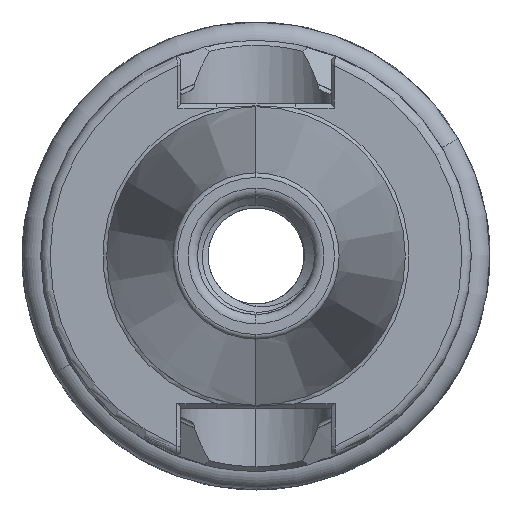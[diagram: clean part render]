
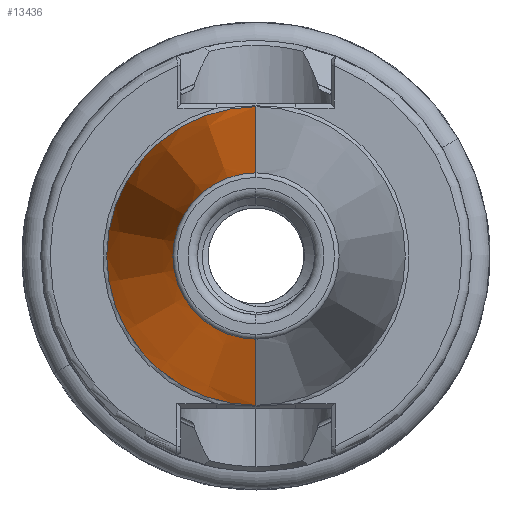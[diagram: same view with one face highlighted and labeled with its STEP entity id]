
A CAD part, left-side view. The second image highlights one B-rep face of the part: STEP entity #13436.
In plain terms, the highlighted conical face has half-angle 8.297 degrees and reference radius 15.948 mm.
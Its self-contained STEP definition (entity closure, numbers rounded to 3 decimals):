
#335 = AXIS2_PLACEMENT_3D ( 'NONE', #23541, #23560, #23555 ) ;
#339 = AXIS2_PLACEMENT_3D ( 'NONE', #23598, #23620, #23604 ) ;
#1127 = FACE_OUTER_BOUND ( 'NONE', #20565, .T. ) ;
#1150 = CONICAL_SURFACE ( 'NONE', #3854, 15.948, 0.145 ) ;
#2990 = CIRCLE ( 'NONE', #335, 8.879 ) ;
#2996 = CIRCLE ( 'NONE', #339, 15.948 ) ;
#3019 = VECTOR ( 'NONE', #23961, 1000. ) ;
#3041 = VECTOR ( 'NONE', #23975, 1000. ) ;
#3044 = LINE ( 'NONE', #23995, #3041 ) ;
#3053 = LINE ( 'NONE', #24011, #3019 ) ;
#3854 = AXIS2_PLACEMENT_3D ( 'NONE', #13530, #13540, #13567 ) ;
#4065 = EDGE_CURVE ( 'NONE', #20865, #20829, #2990, .T. ) ;
#4068 = EDGE_CURVE ( 'NONE', #20853, #20867, #2996, .T. ) ;
#4114 = EDGE_CURVE ( 'NONE', #20829, #20867, #3044, .T. ) ;
#4121 = EDGE_CURVE ( 'NONE', #20865, #20853, #3053, .T. ) ;
#9273 = ORIENTED_EDGE ( 'NONE', *, *, #4114, .T. ) ;
#9275 = ORIENTED_EDGE ( 'NONE', *, *, #4065, .T. ) ;
#9286 = ORIENTED_EDGE ( 'NONE', *, *, #4121, .F. ) ;
#9316 = ORIENTED_EDGE ( 'NONE', *, *, #4068, .F. ) ;
#13436 = ADVANCED_FACE ( 'NONE', ( #1127 ), #1150, .T. ) ;
#13530 = CARTESIAN_POINT ( 'NONE',  ( -1.5, 0., 0. ) ) ;
#13540 = DIRECTION ( 'NONE',  ( 1., 0., 0. ) ) ;
#13567 = DIRECTION ( 'NONE',  ( 0., 0., -1. ) ) ;
#13721 = CARTESIAN_POINT ( 'NONE',  ( -49.972, 0., -8.879 ) ) ;
#13739 = CARTESIAN_POINT ( 'NONE',  ( -49.972, 0., 8.879 ) ) ;
#13760 = CARTESIAN_POINT ( 'NONE',  ( -1.5, 0., -15.948 ) ) ;
#13776 = CARTESIAN_POINT ( 'NONE',  ( -1.5, 0., 15.948 ) ) ;
#20565 = EDGE_LOOP ( 'NONE', ( #9275, #9273, #9316, #9286 ) ) ;
#20829 = VERTEX_POINT ( 'NONE', #13739 ) ;
#20853 = VERTEX_POINT ( 'NONE', #13760 ) ;
#20865 = VERTEX_POINT ( 'NONE', #13721 ) ;
#20867 = VERTEX_POINT ( 'NONE', #13776 ) ;
#23541 = CARTESIAN_POINT ( 'NONE',  ( -49.972, 0., 0. ) ) ;
#23555 = DIRECTION ( 'NONE',  ( 0., 0., -1. ) ) ;
#23560 = DIRECTION ( 'NONE',  ( 1., 0., 0. ) ) ;
#23598 = CARTESIAN_POINT ( 'NONE',  ( -1.5, 0., 0. ) ) ;
#23604 = DIRECTION ( 'NONE',  ( 0., 0., -1. ) ) ;
#23620 = DIRECTION ( 'NONE',  ( 1., 0., 0. ) ) ;
#23961 = DIRECTION ( 'NONE',  ( 0.99, 0., -0.144 ) ) ;
#23975 = DIRECTION ( 'NONE',  ( 0.99, 0., 0.144 ) ) ;
#23995 = CARTESIAN_POINT ( 'NONE',  ( -1.5, 0., 15.948 ) ) ;
#24011 = CARTESIAN_POINT ( 'NONE',  ( -1.5, 0., -15.948 ) ) ;
